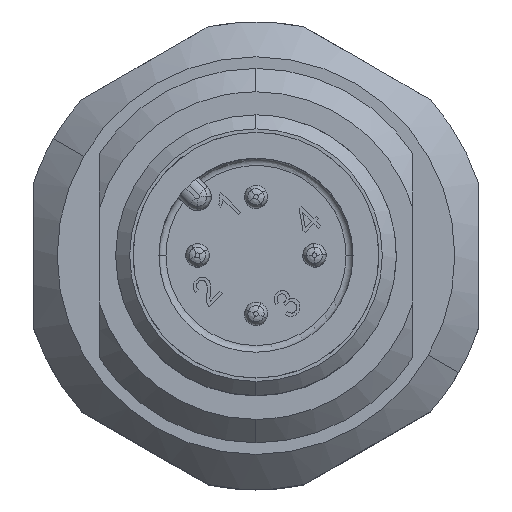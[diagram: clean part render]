
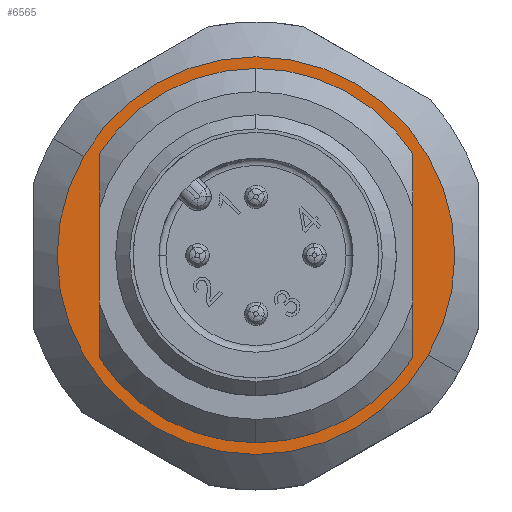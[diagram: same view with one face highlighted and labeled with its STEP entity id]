
A CAD part, top view. The second image highlights one B-rep face of the part: STEP entity #6565.
In plain terms, the highlighted planar face has unit normal (0, 0, 1).
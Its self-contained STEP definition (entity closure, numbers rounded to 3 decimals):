
#4715=AXIS2_PLACEMENT_3D('Plane Axis2P3D',#4712,#4713,#4714) ;
#6472=AXIS2_PLACEMENT_3D('Circle Axis2P3D',#6470,#6471,$) ;
#6495=AXIS2_PLACEMENT_3D('Circle Axis2P3D',#6493,#6494,$) ;
#6526=AXIS2_PLACEMENT_3D('Circle Axis2P3D',#6524,#6525,$) ;
#6533=AXIS2_PLACEMENT_3D('Circle Axis2P3D',#6531,#6532,$) ;
#6547=AXIS2_PLACEMENT_3D('Circle Axis2P3D',#6545,#6546,$) ;
#6554=AXIS2_PLACEMENT_3D('Circle Axis2P3D',#6552,#6553,$) ;
#4712=CARTESIAN_POINT('Axis2P3D Location',(3.247,13.61,22.5)) ;
#6460=CARTESIAN_POINT('Vertex',(2.139,14.25,22.5)) ;
#6467=CARTESIAN_POINT('Vertex',(16.861,5.75,22.5)) ;
#6470=CARTESIAN_POINT('Axis2P3D Location',(9.5,10.,22.5)) ;
#6493=CARTESIAN_POINT('Axis2P3D Location',(9.5,10.,22.5)) ;
#6515=CARTESIAN_POINT('Line Origine',(2.8,10.,22.5)) ;
#6519=CARTESIAN_POINT('Vertex',(2.8,14.371,22.5)) ;
#6521=CARTESIAN_POINT('Vertex',(2.8,5.629,22.5)) ;
#6524=CARTESIAN_POINT('Axis2P3D Location',(9.5,10.,22.5)) ;
#6528=CARTESIAN_POINT('Vertex',(9.5,18.,22.5)) ;
#6531=CARTESIAN_POINT('Axis2P3D Location',(9.5,10.,22.5)) ;
#6535=CARTESIAN_POINT('Vertex',(16.2,14.371,22.5)) ;
#6538=CARTESIAN_POINT('Line Origine',(16.2,10.,22.5)) ;
#6542=CARTESIAN_POINT('Vertex',(16.2,5.629,22.5)) ;
#6545=CARTESIAN_POINT('Axis2P3D Location',(9.5,10.,22.5)) ;
#6549=CARTESIAN_POINT('Vertex',(9.5,2.,22.5)) ;
#6552=CARTESIAN_POINT('Axis2P3D Location',(9.5,10.,22.5)) ;
#4713=DIRECTION('Axis2P3D Direction',(0.,-0.,1.)) ;
#4714=DIRECTION('Axis2P3D XDirection',(0.5,0.866,0.)) ;
#6471=DIRECTION('Axis2P3D Direction',(0.,0.,-1.)) ;
#6494=DIRECTION('Axis2P3D Direction',(0.,0.,-1.)) ;
#6516=DIRECTION('Vector Direction',(0.,-1.,0.)) ;
#6525=DIRECTION('Axis2P3D Direction',(0.,-0.,1.)) ;
#6532=DIRECTION('Axis2P3D Direction',(0.,-0.,1.)) ;
#6539=DIRECTION('Vector Direction',(0.,1.,0.)) ;
#6546=DIRECTION('Axis2P3D Direction',(0.,-0.,1.)) ;
#6553=DIRECTION('Axis2P3D Direction',(0.,-0.,1.)) ;
#6517=VECTOR('Line Direction',#6516,1.) ;
#6540=VECTOR('Line Direction',#6539,1.) ;
#6512=ORIENTED_EDGE('',*,*,#6497,.T.) ;
#6513=ORIENTED_EDGE('',*,*,#6474,.T.) ;
#6558=ORIENTED_EDGE('',*,*,#6523,.F.) ;
#6559=ORIENTED_EDGE('',*,*,#6530,.F.) ;
#6560=ORIENTED_EDGE('',*,*,#6537,.F.) ;
#6561=ORIENTED_EDGE('',*,*,#6544,.F.) ;
#6562=ORIENTED_EDGE('',*,*,#6551,.F.) ;
#6563=ORIENTED_EDGE('',*,*,#6556,.F.) ;
#6564=FACE_BOUND('',#6557,.T.) ;
#6565=ADVANCED_FACE('Hauptk\X2\00F6\X0\rper',(#6514,#6564),#4716,.T.) ;
#6473=CIRCLE('generated circle',#6472,8.5) ;
#6496=CIRCLE('generated circle',#6495,8.5) ;
#6527=CIRCLE('generated circle',#6526,8.) ;
#6534=CIRCLE('generated circle',#6533,8.) ;
#6548=CIRCLE('generated circle',#6547,8.) ;
#6555=CIRCLE('generated circle',#6554,8.) ;
#6474=EDGE_CURVE('',#6461,#6468,#6473,.F.) ;
#6497=EDGE_CURVE('',#6468,#6461,#6496,.F.) ;
#6523=EDGE_CURVE('',#6520,#6522,#6518,.T.) ;
#6530=EDGE_CURVE('',#6529,#6520,#6527,.T.) ;
#6537=EDGE_CURVE('',#6536,#6529,#6534,.T.) ;
#6544=EDGE_CURVE('',#6543,#6536,#6541,.T.) ;
#6551=EDGE_CURVE('',#6550,#6543,#6548,.T.) ;
#6556=EDGE_CURVE('',#6522,#6550,#6555,.T.) ;
#6511=EDGE_LOOP('',(#6512,#6513)) ;
#6557=EDGE_LOOP('',(#6558,#6559,#6560,#6561,#6562,#6563)) ;
#6514=FACE_OUTER_BOUND('',#6511,.T.) ;
#6518=LINE('Line',#6515,#6517) ;
#6541=LINE('Line',#6538,#6540) ;
#4716=PLANE('',#4715) ;
#6461=VERTEX_POINT('',#6460) ;
#6468=VERTEX_POINT('',#6467) ;
#6520=VERTEX_POINT('',#6519) ;
#6522=VERTEX_POINT('',#6521) ;
#6529=VERTEX_POINT('',#6528) ;
#6536=VERTEX_POINT('',#6535) ;
#6543=VERTEX_POINT('',#6542) ;
#6550=VERTEX_POINT('',#6549) ;
